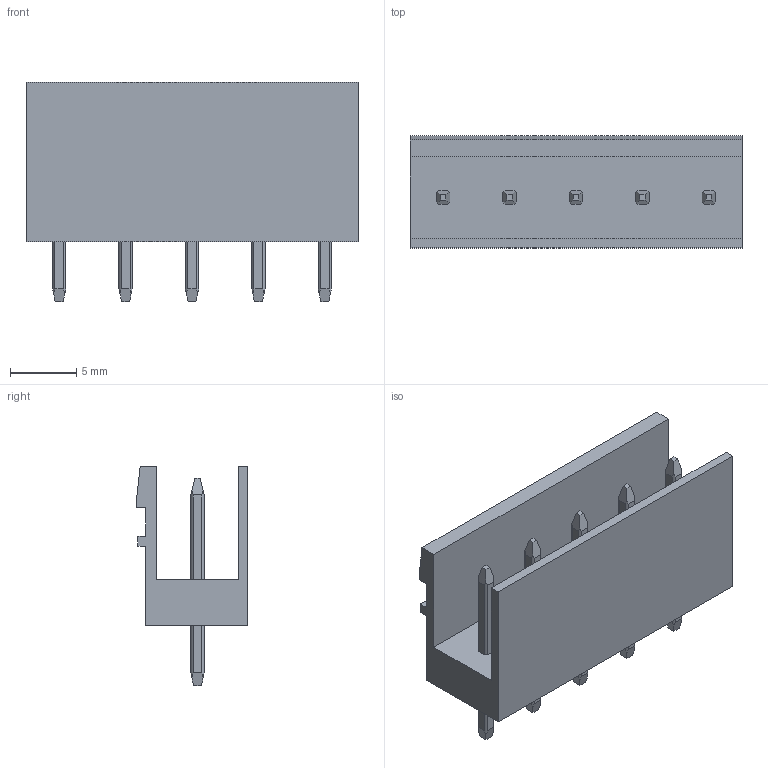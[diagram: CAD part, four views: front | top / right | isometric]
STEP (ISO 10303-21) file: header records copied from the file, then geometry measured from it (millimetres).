
FILE_DESCRIPTION(('CATIA V5 STEP Exchange','CAx-IF Rec.Pracs.--- Model Styling and Organization---1.4--- 2014-01-23'),'2;1');
FILE_NAME ('D1487394_0_1626420000_1626420000.stp','2021-05-17T12:15:26+00:00',('none'),('Weidmueller'),'CATIA Version 5-6 Release 2016 SP3 HF44','CATIA V5 STEP AP214','none');
FILE_SCHEMA(('AUTOMOTIVE_DESIGN { 1 0 10303 214 1 1 1 1 }'));
Length unit declared in the file: millimetre
Products named in the file (1): 1626420000
Bounding box: 25 x 8.43 x 16.5 mm (x, y, z)
Volume: 1106.7 mm3; surface area: 1885.1 mm2
Topology: 6 solids, 6 shells, 149 faces, 441 edges, 304 vertices
Faces by surface type: plane 107, cylinder 42
Entity records: 5182 total; most frequent: CARTESIAN_POINT 1196, ORIENTED_EDGE 882, DIRECTION 619, EDGE_CURVE 441, VECTOR 317, LINE 317, VERTEX_POINT 304, AXIS2_PLACEMENT_3D 173
